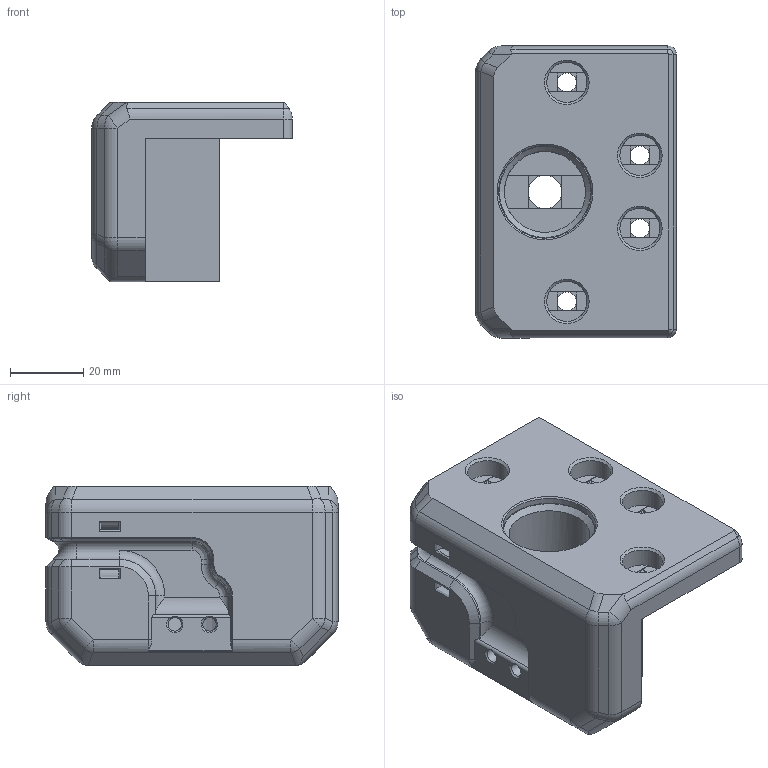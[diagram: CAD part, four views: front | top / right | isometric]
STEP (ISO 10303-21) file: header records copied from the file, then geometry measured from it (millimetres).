
FILE_DESCRIPTION(/* description */ (''),/* implementation_level */ '2;1');
FILE_NAME(/* name */ 'Y_Axis_Bearing_Block_x1.step',/* time_stamp */ '2024-04-24T21:08:28-07:00',/* author */ (''),/* organization */ (''),/* preprocessor_version */ 'ST-DEVELOPER v20',/* originating_system */ 'Autodesk Translation Framework v12.20.1.177',/* authorisation */ '');
FILE_SCHEMA (('AUTOMOTIVE_DESIGN { 1 0 10303 214 3 1 1 }'));
Length unit declared in the file: millimetre
Products named in the file (1): Y axis bearing block
Bounding box: 55 x 80 x 49.11 mm (x, y, z)
Volume: 92235.3 mm3; surface area: 23780.4 mm2
Topology: 1 solids, 1 shells, 252 faces, 629 edges, 380 vertices
Faces by surface type: plane 134, cylinder 62, cone 28, bspline 14, sphere 10, torus 4
Full cylindrical faces by diameter (mm): 3.7 x2, 5.2 x4, 9.2 x1, 11 x4, 22.2 x2, 25.4 x2
Entity records: 7707 total; most frequent: CARTESIAN_POINT 1600, DIRECTION 1300, ORIENTED_EDGE 1258, EDGE_CURVE 629, AXIS2_PLACEMENT_3D 459, LINE 382, VECTOR 382, VERTEX_POINT 380
